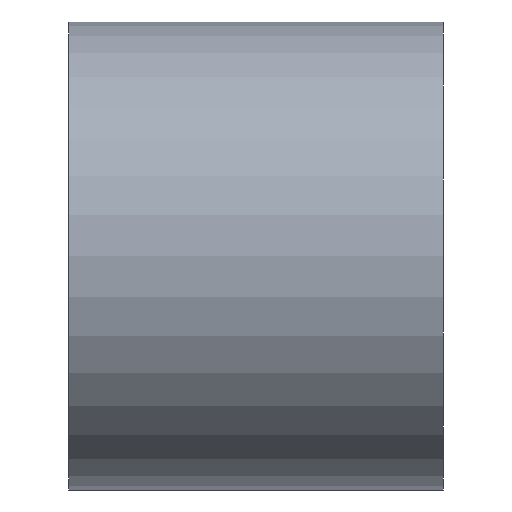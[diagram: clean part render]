
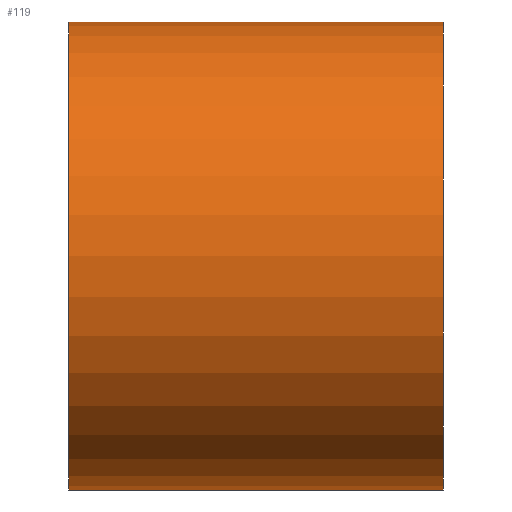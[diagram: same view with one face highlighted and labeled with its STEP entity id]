
A CAD part, front view. The second image highlights one B-rep face of the part: STEP entity #119.
In plain terms, the highlighted cylindrical face has radius 25 mm (diameter 50 mm), a full revolution.
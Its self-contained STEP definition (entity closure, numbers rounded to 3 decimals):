
#25=LINE('',#225,#29);
#29=VECTOR('',#190,34.);
#33=CYLINDRICAL_SURFACE('',#150,25.);
#45=FACE_OUTER_BOUND('',#57,.T.);
#57=EDGE_LOOP('',(#103,#104,#105,#106));
#62=CIRCLE('',#142,25.);
#65=CIRCLE('',#147,25.);
#70=VERTEX_POINT('',#209);
#73=VERTEX_POINT('',#218);
#78=EDGE_CURVE('',#70,#70,#62,.T.);
#82=EDGE_CURVE('',#73,#73,#65,.F.);
#85=EDGE_CURVE('',#70,#73,#25,.T.);
#103=ORIENTED_EDGE('',*,*,#78,.F.);
#104=ORIENTED_EDGE('',*,*,#85,.T.);
#105=ORIENTED_EDGE('',*,*,#82,.F.);
#106=ORIENTED_EDGE('',*,*,#85,.F.);
#119=ADVANCED_FACE('',(#45),#33,.T.);
#142=AXIS2_PLACEMENT_3D('',#210,#170,#171);
#147=AXIS2_PLACEMENT_3D('',#219,#181,#182);
#150=AXIS2_PLACEMENT_3D('',#224,#188,#189);
#170=DIRECTION('center_axis',(-1.,0.,0.));
#171=DIRECTION('ref_axis',(0.,0.,-1.));
#181=DIRECTION('center_axis',(-1.,0.,0.));
#182=DIRECTION('ref_axis',(0.,0.,-1.));
#188=DIRECTION('center_axis',(-1.,0.,0.));
#189=DIRECTION('ref_axis',(0.,0.,-1.));
#190=DIRECTION('',(1.,0.,0.));
#209=CARTESIAN_POINT('',(-6.029,17.993,84.033));
#210=CARTESIAN_POINT('Origin',(-6.029,17.993,59.033));
#218=CARTESIAN_POINT('',(33.971,17.993,84.033));
#219=CARTESIAN_POINT('Origin',(33.971,17.993,59.033));
#224=CARTESIAN_POINT('Origin',(33.971,17.993,59.033));
#225=CARTESIAN_POINT('',(33.971,17.993,84.033));
